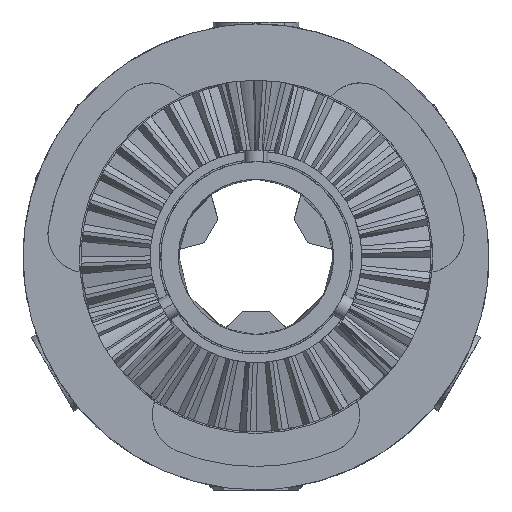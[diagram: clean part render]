
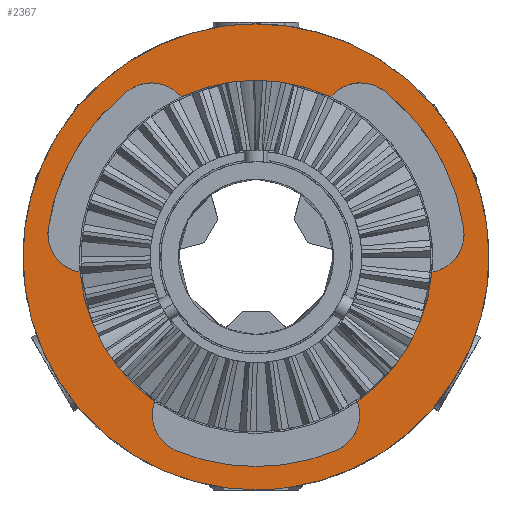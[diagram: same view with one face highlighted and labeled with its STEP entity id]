
A CAD part, front view. The second image highlights one B-rep face of the part: STEP entity #2367.
In plain terms, the highlighted free-form (B-spline) face has degree [1, 1] with [2, 2] control points.
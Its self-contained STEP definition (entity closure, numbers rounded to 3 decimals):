
#22 = VERTEX_POINT('',#23);
#23 = CARTESIAN_POINT('',(21.393,0.,-52.127));
#30 = EDGE_CURVE('',#31,#22,#33,.T.);
#31 = VERTEX_POINT('',#32);
#32 = CARTESIAN_POINT('',(0.,0.,-56.346));
#33 = ( BOUNDED_CURVE() B_SPLINE_CURVE(2,(#34,#35,#36),.UNSPECIFIED.,.F.
,.F.) B_SPLINE_CURVE_WITH_KNOTS((3,3),(4.189,4.578),
.PIECEWISE_BEZIER_KNOTS.) CURVE() GEOMETRIC_REPRESENTATION_ITEM() 
RATIONAL_B_SPLINE_CURVE((1.,0.981,1.)) REPRESENTATION_ITEM('') 
  );
#34 = CARTESIAN_POINT('',(0.,0.,-56.346));
#35 = CARTESIAN_POINT('',(11.113,0.,-56.346));
#36 = CARTESIAN_POINT('',(21.393,0.,-52.127));
#680 = VERTEX_POINT('',#681);
#681 = CARTESIAN_POINT('',(-27.231,0.,-38.891));
#686 = EDGE_CURVE('',#687,#680,#689,.T.);
#687 = VERTEX_POINT('',#688);
#688 = CARTESIAN_POINT('',(-47.296,0.,-4.138));
#689 = ( BOUNDED_CURVE() B_SPLINE_CURVE(2,(#690,#691,#692),
.UNSPECIFIED.,.F.,.F.) B_SPLINE_CURVE_WITH_KNOTS((3,3),(4.8,
5.672),.PIECEWISE_BEZIER_KNOTS.) CURVE() 
GEOMETRIC_REPRESENTATION_ITEM() RATIONAL_B_SPLINE_CURVE((1.,
0.906,1.)) REPRESENTATION_ITEM('') );
#690 = CARTESIAN_POINT('',(-47.296,0.,-4.138));
#691 = CARTESIAN_POINT('',(-45.366,0.,-26.192));
#692 = CARTESIAN_POINT('',(-27.231,0.,-38.891));
#710 = VERTEX_POINT('',#711);
#711 = CARTESIAN_POINT('',(-20.064,0.,43.028));
#716 = EDGE_CURVE('',#717,#710,#719,.T.);
#717 = VERTEX_POINT('',#718);
#718 = CARTESIAN_POINT('',(0.,0.,47.477));
#719 = ( BOUNDED_CURVE() B_SPLINE_CURVE(2,(#720,#721,#722),
.UNSPECIFIED.,.F.,.F.) B_SPLINE_CURVE_WITH_KNOTS((3,3),(3.142,
3.578),.PIECEWISE_BEZIER_KNOTS.) CURVE() 
GEOMETRIC_REPRESENTATION_ITEM() RATIONAL_B_SPLINE_CURVE((1.,
0.976,1.)) REPRESENTATION_ITEM('') );
#720 = CARTESIAN_POINT('',(0.,0.,47.477));
#721 = CARTESIAN_POINT('',(-10.525,0.,47.477));
#722 = CARTESIAN_POINT('',(-20.064,0.,43.028));
#1664 = VERTEX_POINT('',#1665);
#1665 = CARTESIAN_POINT('',(0.,0.,62.606));
#1670 = EDGE_CURVE('',#1664,#1671,#1673,.T.);
#1671 = VERTEX_POINT('',#1672);
#1672 = CARTESIAN_POINT('',(0.,0.,-62.606));
#1673 = ( BOUNDED_CURVE() B_SPLINE_CURVE(2,(#1674,#1675,#1676,#1677,
#1678),.UNSPECIFIED.,.F.,.F.) B_SPLINE_CURVE_WITH_KNOTS((3,2,3),(0.,
1.571,3.142),.PIECEWISE_BEZIER_KNOTS.) CURVE() 
GEOMETRIC_REPRESENTATION_ITEM() RATIONAL_B_SPLINE_CURVE((1.,
0.707,1.,0.707,1.)) REPRESENTATION_ITEM('') );
#1674 = CARTESIAN_POINT('',(0.,0.,62.606));
#1675 = CARTESIAN_POINT('',(62.606,0.,62.606));
#1676 = CARTESIAN_POINT('',(62.606,0.,0.));
#1677 = CARTESIAN_POINT('',(62.606,0.,-62.606));
#1678 = CARTESIAN_POINT('',(0.,0.,-62.606));
#2105 = EDGE_CURVE('',#1671,#1664,#2106,.T.);
#2106 = ( BOUNDED_CURVE() B_SPLINE_CURVE(2,(#2107,#2108,#2109,#2110,
#2111),.UNSPECIFIED.,.F.,.F.) B_SPLINE_CURVE_WITH_KNOTS((3,2,3),(
    3.142,4.712,6.283),
.PIECEWISE_BEZIER_KNOTS.) CURVE() GEOMETRIC_REPRESENTATION_ITEM() 
RATIONAL_B_SPLINE_CURVE((1.,0.707,1.,0.707,1.)) 
REPRESENTATION_ITEM('') );
#2107 = CARTESIAN_POINT('',(0.,0.,-62.606));
#2108 = CARTESIAN_POINT('',(-62.606,0.,-62.606));
#2109 = CARTESIAN_POINT('',(-62.606,0.,0.));
#2110 = CARTESIAN_POINT('',(-62.606,0.,62.606));
#2111 = CARTESIAN_POINT('',(0.,0.,62.606));
#2367 = ADVANCED_FACE('',(#2368,#2455),#2459,.F.);
#2368 = FACE_BOUND('',#2369,.T.);
#2369 = EDGE_LOOP('',(#2370,#2378,#2384,#2385,#2393,#2401,#2407,#2408,
    #2416,#2424,#2432,#2440,#2448,#2454));
#2370 = ORIENTED_EDGE('',*,*,#2371,.F.);
#2371 = EDGE_CURVE('',#2372,#31,#2374,.T.);
#2372 = VERTEX_POINT('',#2373);
#2373 = CARTESIAN_POINT('',(-21.393,0.,-52.127));
#2374 = ( BOUNDED_CURVE() B_SPLINE_CURVE(2,(#2375,#2376,#2377),
.UNSPECIFIED.,.F.,.F.) B_SPLINE_CURVE_WITH_KNOTS((3,3),(3.799,
4.189),.PIECEWISE_BEZIER_KNOTS.) CURVE() 
GEOMETRIC_REPRESENTATION_ITEM() RATIONAL_B_SPLINE_CURVE((1.,
0.981,1.)) REPRESENTATION_ITEM('') );
#2375 = CARTESIAN_POINT('',(-21.393,0.,-52.127));
#2376 = CARTESIAN_POINT('',(-11.113,0.,-56.346));
#2377 = CARTESIAN_POINT('',(0.,0.,-56.346));
#2378 = ORIENTED_EDGE('',*,*,#2379,.T.);
#2379 = EDGE_CURVE('',#2372,#680,#2380,.T.);
#2380 = ( BOUNDED_CURVE() B_SPLINE_CURVE(2,(#2381,#2382,#2383),
.UNSPECIFIED.,.F.,.F.) B_SPLINE_CURVE_WITH_KNOTS((3,3),(3.531,
5.063),.PIECEWISE_BEZIER_KNOTS.) CURVE() 
GEOMETRIC_REPRESENTATION_ITEM() RATIONAL_B_SPLINE_CURVE((1.,
0.721,1.)) REPRESENTATION_ITEM('') );
#2381 = CARTESIAN_POINT('',(-21.393,0.,-52.127));
#2382 = CARTESIAN_POINT('',(-30.678,0.,-48.316));
#2383 = CARTESIAN_POINT('',(-27.231,0.,-38.891));
#2384 = ORIENTED_EDGE('',*,*,#686,.F.);
#2385 = ORIENTED_EDGE('',*,*,#2386,.T.);
#2386 = EDGE_CURVE('',#687,#2387,#2389,.T.);
#2387 = VERTEX_POINT('',#2388);
#2388 = CARTESIAN_POINT('',(-55.84,0.,7.536));
#2389 = ( BOUNDED_CURVE() B_SPLINE_CURVE(2,(#2390,#2391,#2392),
.UNSPECIFIED.,.F.,.F.) B_SPLINE_CURVE_WITH_KNOTS((3,3),(3.315,
4.847),.PIECEWISE_BEZIER_KNOTS.) CURVE() 
GEOMETRIC_REPRESENTATION_ITEM() RATIONAL_B_SPLINE_CURVE((1.,
0.721,1.)) REPRESENTATION_ITEM('') );
#2390 = CARTESIAN_POINT('',(-47.296,0.,-4.138));
#2391 = CARTESIAN_POINT('',(-57.182,0.,-2.409));
#2392 = CARTESIAN_POINT('',(-55.84,0.,7.536));
#2393 = ORIENTED_EDGE('',*,*,#2394,.F.);
#2394 = EDGE_CURVE('',#2395,#2387,#2397,.T.);
#2395 = VERTEX_POINT('',#2396);
#2396 = CARTESIAN_POINT('',(-34.446,0.,44.59));
#2397 = ( BOUNDED_CURVE() B_SPLINE_CURVE(2,(#2398,#2399,#2400),
.UNSPECIFIED.,.F.,.F.) B_SPLINE_CURVE_WITH_KNOTS((3,3),(3.799,
4.578),.PIECEWISE_BEZIER_KNOTS.) CURVE() 
GEOMETRIC_REPRESENTATION_ITEM() RATIONAL_B_SPLINE_CURVE((1.,
0.925,1.)) REPRESENTATION_ITEM('') );
#2398 = CARTESIAN_POINT('',(-34.446,0.,44.59));
#2399 = CARTESIAN_POINT('',(-52.747,0.,30.453));
#2400 = CARTESIAN_POINT('',(-55.84,0.,7.536));
#2401 = ORIENTED_EDGE('',*,*,#2402,.T.);
#2402 = EDGE_CURVE('',#2395,#710,#2403,.T.);
#2403 = ( BOUNDED_CURVE() B_SPLINE_CURVE(2,(#2404,#2405,#2406),
.UNSPECIFIED.,.F.,.F.) B_SPLINE_CURVE_WITH_KNOTS((3,3),(5.625,
7.157),.PIECEWISE_BEZIER_KNOTS.) CURVE() 
GEOMETRIC_REPRESENTATION_ITEM() RATIONAL_B_SPLINE_CURVE((1.,
0.721,1.)) REPRESENTATION_ITEM('') );
#2404 = CARTESIAN_POINT('',(-34.446,0.,44.59));
#2405 = CARTESIAN_POINT('',(-26.504,0.,50.726));
#2406 = CARTESIAN_POINT('',(-20.064,0.,43.028));
#2407 = ORIENTED_EDGE('',*,*,#716,.F.);
#2408 = ORIENTED_EDGE('',*,*,#2409,.F.);
#2409 = EDGE_CURVE('',#2410,#717,#2412,.T.);
#2410 = VERTEX_POINT('',#2411);
#2411 = CARTESIAN_POINT('',(20.064,0.,43.028));
#2412 = ( BOUNDED_CURVE() B_SPLINE_CURVE(2,(#2413,#2414,#2415),
.UNSPECIFIED.,.F.,.F.) B_SPLINE_CURVE_WITH_KNOTS((3,3),(2.705,
3.142),.PIECEWISE_BEZIER_KNOTS.) CURVE() 
GEOMETRIC_REPRESENTATION_ITEM() RATIONAL_B_SPLINE_CURVE((1.,
0.976,1.)) REPRESENTATION_ITEM('') );
#2413 = CARTESIAN_POINT('',(20.064,0.,43.028));
#2414 = CARTESIAN_POINT('',(10.525,0.,47.477));
#2415 = CARTESIAN_POINT('',(0.,0.,47.477));
#2416 = ORIENTED_EDGE('',*,*,#2417,.T.);
#2417 = EDGE_CURVE('',#2410,#2418,#2420,.T.);
#2418 = VERTEX_POINT('',#2419);
#2419 = CARTESIAN_POINT('',(34.446,0.,44.59));
#2420 = ( BOUNDED_CURVE() B_SPLINE_CURVE(2,(#2421,#2422,#2423),
.UNSPECIFIED.,.F.,.F.) B_SPLINE_CURVE_WITH_KNOTS((3,3),(5.409,
6.941),.PIECEWISE_BEZIER_KNOTS.) CURVE() 
GEOMETRIC_REPRESENTATION_ITEM() RATIONAL_B_SPLINE_CURVE((1.,
0.721,1.)) REPRESENTATION_ITEM('') );
#2421 = CARTESIAN_POINT('',(20.064,0.,43.028));
#2422 = CARTESIAN_POINT('',(26.504,0.,50.726));
#2423 = CARTESIAN_POINT('',(34.446,0.,44.59));
#2424 = ORIENTED_EDGE('',*,*,#2425,.F.);
#2425 = EDGE_CURVE('',#2426,#2418,#2428,.T.);
#2426 = VERTEX_POINT('',#2427);
#2427 = CARTESIAN_POINT('',(55.84,0.,7.536));
#2428 = ( BOUNDED_CURVE() B_SPLINE_CURVE(2,(#2429,#2430,#2431),
.UNSPECIFIED.,.F.,.F.) B_SPLINE_CURVE_WITH_KNOTS((3,3),(3.799,
4.578),.PIECEWISE_BEZIER_KNOTS.) CURVE() 
GEOMETRIC_REPRESENTATION_ITEM() RATIONAL_B_SPLINE_CURVE((1.,
0.925,1.)) REPRESENTATION_ITEM('') );
#2429 = CARTESIAN_POINT('',(55.84,0.,7.536));
#2430 = CARTESIAN_POINT('',(52.747,0.,30.453));
#2431 = CARTESIAN_POINT('',(34.446,0.,44.59));
#2432 = ORIENTED_EDGE('',*,*,#2433,.T.);
#2433 = EDGE_CURVE('',#2426,#2434,#2436,.T.);
#2434 = VERTEX_POINT('',#2435);
#2435 = CARTESIAN_POINT('',(47.296,0.,-4.138));
#2436 = ( BOUNDED_CURVE() B_SPLINE_CURVE(2,(#2437,#2438,#2439),
.UNSPECIFIED.,.F.,.F.) B_SPLINE_CURVE_WITH_KNOTS((3,3),(1.437,
2.969),.PIECEWISE_BEZIER_KNOTS.) CURVE() 
GEOMETRIC_REPRESENTATION_ITEM() RATIONAL_B_SPLINE_CURVE((1.,
0.721,1.)) REPRESENTATION_ITEM('') );
#2437 = CARTESIAN_POINT('',(55.84,0.,7.536));
#2438 = CARTESIAN_POINT('',(57.182,0.,-2.409));
#2439 = CARTESIAN_POINT('',(47.296,0.,-4.138));
#2440 = ORIENTED_EDGE('',*,*,#2441,.F.);
#2441 = EDGE_CURVE('',#2442,#2434,#2444,.T.);
#2442 = VERTEX_POINT('',#2443);
#2443 = CARTESIAN_POINT('',(27.231,0.,-38.891));
#2444 = ( BOUNDED_CURVE() B_SPLINE_CURVE(2,(#2445,#2446,#2447),
.UNSPECIFIED.,.F.,.F.) B_SPLINE_CURVE_WITH_KNOTS((3,3),(0.611,
1.484),.PIECEWISE_BEZIER_KNOTS.) CURVE() 
GEOMETRIC_REPRESENTATION_ITEM() RATIONAL_B_SPLINE_CURVE((1.,
0.906,1.)) REPRESENTATION_ITEM('') );
#2445 = CARTESIAN_POINT('',(27.231,0.,-38.891));
#2446 = CARTESIAN_POINT('',(45.366,0.,-26.192));
#2447 = CARTESIAN_POINT('',(47.296,0.,-4.138));
#2448 = ORIENTED_EDGE('',*,*,#2449,.T.);
#2449 = EDGE_CURVE('',#2442,#22,#2450,.T.);
#2450 = ( BOUNDED_CURVE() B_SPLINE_CURVE(2,(#2451,#2452,#2453),
.UNSPECIFIED.,.F.,.F.) B_SPLINE_CURVE_WITH_KNOTS((3,3),(1.22,
2.752),.PIECEWISE_BEZIER_KNOTS.) CURVE() 
GEOMETRIC_REPRESENTATION_ITEM() RATIONAL_B_SPLINE_CURVE((1.,
0.721,1.)) REPRESENTATION_ITEM('') );
#2451 = CARTESIAN_POINT('',(27.231,0.,-38.891));
#2452 = CARTESIAN_POINT('',(30.678,0.,-48.316));
#2453 = CARTESIAN_POINT('',(21.393,0.,-52.127));
#2454 = ORIENTED_EDGE('',*,*,#30,.F.);
#2455 = FACE_BOUND('',#2456,.T.);
#2456 = EDGE_LOOP('',(#2457,#2458));
#2457 = ORIENTED_EDGE('',*,*,#2105,.F.);
#2458 = ORIENTED_EDGE('',*,*,#1670,.F.);
#2459 = B_SPLINE_SURFACE_WITH_KNOTS('',1,1,(
    (#2460,#2461)
    ,(#2462,#2463
    )),.UNSPECIFIED.,.F.,.F.,.F.,(2,2),(2,2),(-60.,60.),(-60.,60.),
  .PIECEWISE_BEZIER_KNOTS.);
#2460 = CARTESIAN_POINT('',(-62.606,0.,-62.606));
#2461 = CARTESIAN_POINT('',(62.606,0.,-62.606));
#2462 = CARTESIAN_POINT('',(-62.606,0.,62.606));
#2463 = CARTESIAN_POINT('',(62.606,0.,62.606));
